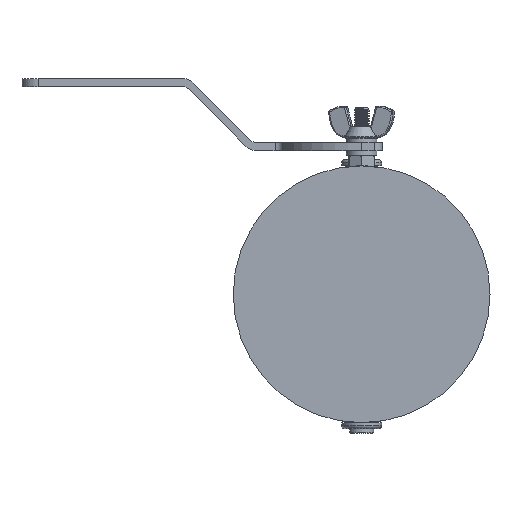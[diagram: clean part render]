
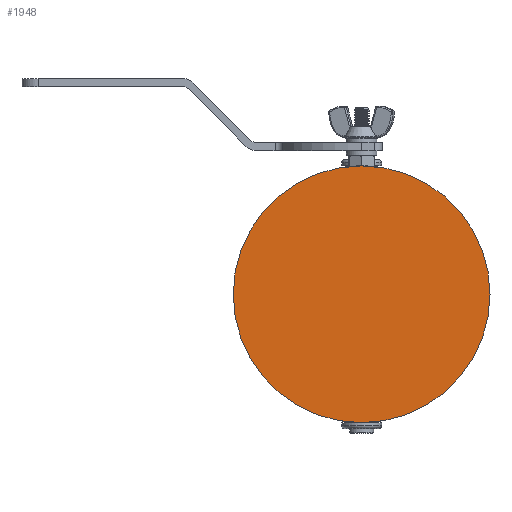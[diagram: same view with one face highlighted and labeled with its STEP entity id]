
A CAD part, left-side view. The second image highlights one B-rep face of the part: STEP entity #1948.
In plain terms, the highlighted planar face has unit normal (-1, 0, 0).
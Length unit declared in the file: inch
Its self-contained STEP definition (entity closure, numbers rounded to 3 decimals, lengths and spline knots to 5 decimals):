
#352=FACE_OUTER_BOUND('',#483,.T.);
#483=EDGE_LOOP('',(#1274));
#646=CIRCLE('',#2088,2.);
#797=VERTEX_POINT('',#3008);
#984=EDGE_CURVE('',#797,#797,#646,.T.);
#1274=ORIENTED_EDGE('',*,*,#984,.T.);
#1862=PLANE('',#2087);
#1948=ADVANCED_FACE('',(#352),#1862,.F.);
#2087=AXIS2_PLACEMENT_3D('',#3007,#2369,#2370);
#2088=AXIS2_PLACEMENT_3D('',#3009,#2371,#2372);
#2369=DIRECTION('center_axis',(1.,0.,0.));
#2370=DIRECTION('ref_axis',(0.,0.,-1.));
#2371=DIRECTION('center_axis',(-1.,0.,0.));
#2372=DIRECTION('ref_axis',(0.,-1.,0.));
#3007=CARTESIAN_POINT('Origin',(-3.62541,-0.07718,0.));
#3008=CARTESIAN_POINT('',(-3.62541,1.92282,0.));
#3009=CARTESIAN_POINT('Origin',(-3.62541,-0.07718,0.));
